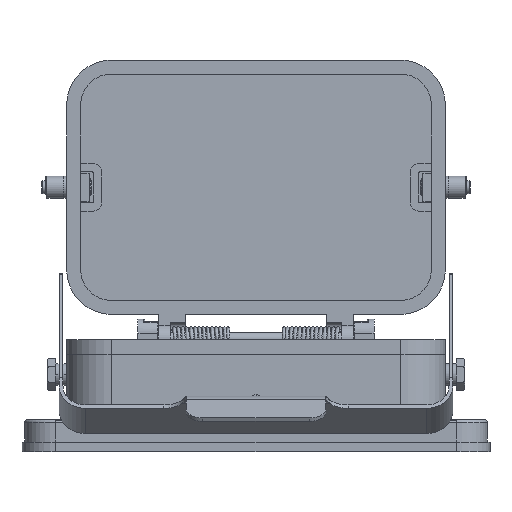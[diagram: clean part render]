
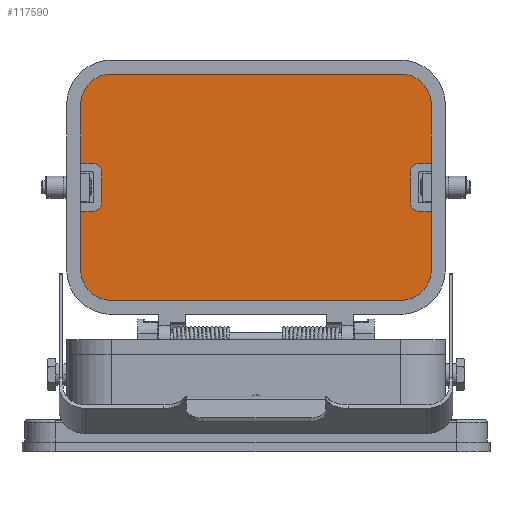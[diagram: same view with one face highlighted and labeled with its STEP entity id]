
A CAD part, front view. The second image highlights one B-rep face of the part: STEP entity #117590.
In plain terms, the highlighted planar face has unit normal (0, -1, 0).
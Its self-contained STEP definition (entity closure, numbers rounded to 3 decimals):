
#109100=CARTESIAN_POINT('',(-62.75,68.5,86.2));
#109110=VERTEX_POINT('',#109100);
#109140=CARTESIAN_POINT('',(-62.75,68.5,65.2));
#109150=DIRECTION('',(0.,0.,1.));
#109160=VECTOR('',#109150,21.);
#109170=LINE('',#109140,#109160);
#109180=CARTESIAN_POINT('',(-62.75,68.5,65.2));
#109190=VERTEX_POINT('',#109180);
#109200=EDGE_CURVE('',#109190,#109110,#109170,.T.);
#109420=CARTESIAN_POINT('',(-62.75,68.5,124.2));
#109430=VERTEX_POINT('',#109420);
#109460=CARTESIAN_POINT('',(-62.75,68.5,103.2));
#109470=DIRECTION('',(0.,0.,1.));
#109480=VECTOR('',#109470,21.);
#109490=LINE('',#109460,#109480);
#109500=CARTESIAN_POINT('',(-62.75,68.5,103.2));
#109510=VERTEX_POINT('',#109500);
#109520=EDGE_CURVE('',#109510,#109430,#109490,.T.);
#111870=CARTESIAN_POINT('',(62.75,68.5,103.2));
#111880=VERTEX_POINT('',#111870);
#111910=CARTESIAN_POINT('',(62.75,68.5,124.2));
#111920=DIRECTION('',(0.,0.,-1.));
#111930=VECTOR('',#111920,21.);
#111940=LINE('',#111910,#111930);
#111950=CARTESIAN_POINT('',(62.75,68.5,124.2));
#111960=VERTEX_POINT('',#111950);
#111970=EDGE_CURVE('',#111960,#111880,#111940,.T.);
#112190=CARTESIAN_POINT('',(62.75,68.5,65.2));
#112200=VERTEX_POINT('',#112190);
#112230=CARTESIAN_POINT('',(62.75,68.5,86.2));
#112240=DIRECTION('',(0.,0.,-1.));
#112250=VECTOR('',#112240,21.);
#112260=LINE('',#112230,#112250);
#112270=CARTESIAN_POINT('',(62.75,68.5,86.2));
#112280=VERTEX_POINT('',#112270);
#112290=EDGE_CURVE('',#112280,#112200,#112260,.T.);
#114300=CARTESIAN_POINT('',(-58.25,68.5,86.2));
#114310=VERTEX_POINT('',#114300);
#114340=CARTESIAN_POINT('',(-58.25,68.5,86.2));
#114350=DIRECTION('',(-1.,0.,0.));
#114360=VECTOR('',#114350,4.5);
#114370=LINE('',#114340,#114360);
#114380=EDGE_CURVE('',#114310,#109110,#114370,.T.);
#114690=CARTESIAN_POINT('',(-55.25,68.5,89.2));
#114700=VERTEX_POINT('',#114690);
#114730=CARTESIAN_POINT('',(-58.25,68.5,89.2));
#114740=DIRECTION('',(0.,1.,0.));
#114750=DIRECTION('',(0.,0.,-1.));
#114760=AXIS2_PLACEMENT_3D('',#114730,#114740,#114750);
#114770=CIRCLE('',#114760,3.);
#114780=EDGE_CURVE('',#114700,#114310,#114770,.T.);
#115080=CARTESIAN_POINT('',(-55.25,68.5,100.2));
#115090=VERTEX_POINT('',#115080);
#115120=CARTESIAN_POINT('',(-55.25,68.5,100.2));
#115130=DIRECTION('',(0.,0.,-1.));
#115140=VECTOR('',#115130,11.);
#115150=LINE('',#115120,#115140);
#115160=EDGE_CURVE('',#115090,#114700,#115150,.T.);
#115470=CARTESIAN_POINT('',(-58.25,68.5,103.2));
#115480=VERTEX_POINT('',#115470);
#115510=CARTESIAN_POINT('',(-58.25,68.5,100.2));
#115520=DIRECTION('',(0.,1.,0.));
#115530=DIRECTION('',(1.,0.,0.));
#115540=AXIS2_PLACEMENT_3D('',#115510,#115520,#115530);
#115550=CIRCLE('',#115540,3.);
#115560=EDGE_CURVE('',#115480,#115090,#115550,.T.);
#116100=CARTESIAN_POINT('',(-62.75,68.5,103.2));
#116110=DIRECTION('',(1.,0.,0.));
#116120=VECTOR('',#116110,4.5);
#116130=LINE('',#116100,#116120);
#116140=EDGE_CURVE('',#109510,#115480,#116130,.T.);
#116550=CARTESIAN_POINT('',(0.,68.5,94.7));
#116560=DIRECTION('',(0.,1.,0.));
#116570=DIRECTION('',(0.,0.,1.));
#116580=AXIS2_PLACEMENT_3D('',#116550,#116560,#116570);
#116590=PLANE('',#116580);
#116600=ORIENTED_EDGE('',*,*,#114780,.T.);
#116610=ORIENTED_EDGE('',*,*,#115160,.T.);
#116620=ORIENTED_EDGE('',*,*,#115560,.T.);
#116630=ORIENTED_EDGE('',*,*,#116140,.T.);
#116640=ORIENTED_EDGE('',*,*,#109520,.F.);
#116650=CARTESIAN_POINT('',(-51.75,68.5,124.2));
#116660=DIRECTION('',(0.,1.,0.));
#116670=DIRECTION('',(-1.,0.,0.));
#116680=AXIS2_PLACEMENT_3D('',#116650,#116660,#116670);
#116690=CIRCLE('',#116680,11.);
#116700=CARTESIAN_POINT('',(-51.75,68.5,135.2));
#116710=VERTEX_POINT('',#116700);
#116720=EDGE_CURVE('',#109430,#116710,#116690,.T.);
#116730=ORIENTED_EDGE('',*,*,#116720,.F.);
#116740=CARTESIAN_POINT('',(-51.75,68.5,135.2));
#116750=DIRECTION('',(1.,0.,0.));
#116760=VECTOR('',#116750,103.5);
#116770=LINE('',#116740,#116760);
#116780=CARTESIAN_POINT('',(51.75,68.5,135.2));
#116790=VERTEX_POINT('',#116780);
#116800=EDGE_CURVE('',#116710,#116790,#116770,.T.);
#116810=ORIENTED_EDGE('',*,*,#116800,.F.);
#116820=CARTESIAN_POINT('',(51.75,68.5,124.2));
#116830=DIRECTION('',(0.,1.,0.));
#116840=DIRECTION('',(0.,0.,1.));
#116850=AXIS2_PLACEMENT_3D('',#116820,#116830,#116840);
#116860=CIRCLE('',#116850,11.);
#116870=EDGE_CURVE('',#116790,#111960,#116860,.T.);
#116880=ORIENTED_EDGE('',*,*,#116870,.F.);
#116890=ORIENTED_EDGE('',*,*,#111970,.F.);
#116900=CARTESIAN_POINT('',(58.25,68.5,103.2));
#116910=DIRECTION('',(1.,0.,0.));
#116920=VECTOR('',#116910,4.5);
#116930=LINE('',#116900,#116920);
#116940=CARTESIAN_POINT('',(58.25,68.5,103.2));
#116950=VERTEX_POINT('',#116940);
#116960=EDGE_CURVE('',#116950,#111880,#116930,.T.);
#116970=ORIENTED_EDGE('',*,*,#116960,.T.);
#116980=CARTESIAN_POINT('',(58.25,68.5,100.2));
#116990=DIRECTION('',(0.,1.,0.));
#117000=DIRECTION('',(-1.,0.,0.));
#117010=AXIS2_PLACEMENT_3D('',#116980,#116990,#117000);
#117020=CIRCLE('',#117010,3.);
#117030=CARTESIAN_POINT('',(55.25,68.5,100.2));
#117040=VERTEX_POINT('',#117030);
#117050=EDGE_CURVE('',#117040,#116950,#117020,.T.);
#117060=ORIENTED_EDGE('',*,*,#117050,.T.);
#117070=CARTESIAN_POINT('',(55.25,68.5,89.2));
#117080=DIRECTION('',(0.,0.,1.));
#117090=VECTOR('',#117080,11.);
#117100=LINE('',#117070,#117090);
#117110=CARTESIAN_POINT('',(55.25,68.5,89.2));
#117120=VERTEX_POINT('',#117110);
#117130=EDGE_CURVE('',#117120,#117040,#117100,.T.);
#117140=ORIENTED_EDGE('',*,*,#117130,.T.);
#117150=CARTESIAN_POINT('',(58.25,68.5,89.2));
#117160=DIRECTION('',(0.,1.,0.));
#117170=DIRECTION('',(0.,0.,-1.));
#117180=AXIS2_PLACEMENT_3D('',#117150,#117160,#117170);
#117190=CIRCLE('',#117180,3.);
#117200=CARTESIAN_POINT('',(58.25,68.5,86.2));
#117210=VERTEX_POINT('',#117200);
#117220=EDGE_CURVE('',#117210,#117120,#117190,.T.);
#117230=ORIENTED_EDGE('',*,*,#117220,.T.);
#117240=CARTESIAN_POINT('',(62.75,68.5,86.2));
#117250=DIRECTION('',(-1.,0.,0.));
#117260=VECTOR('',#117250,4.5);
#117270=LINE('',#117240,#117260);
#117280=EDGE_CURVE('',#112280,#117210,#117270,.T.);
#117290=ORIENTED_EDGE('',*,*,#117280,.T.);
#117300=ORIENTED_EDGE('',*,*,#112290,.F.);
#117310=CARTESIAN_POINT('',(51.75,68.5,65.2));
#117320=DIRECTION('',(0.,1.,0.));
#117330=DIRECTION('',(1.,0.,0.));
#117340=AXIS2_PLACEMENT_3D('',#117310,#117320,#117330);
#117350=CIRCLE('',#117340,11.);
#117360=CARTESIAN_POINT('',(51.75,68.5,54.2));
#117370=VERTEX_POINT('',#117360);
#117380=EDGE_CURVE('',#112200,#117370,#117350,.T.);
#117390=ORIENTED_EDGE('',*,*,#117380,.F.);
#117400=CARTESIAN_POINT('',(51.75,68.5,54.2));
#117410=DIRECTION('',(-1.,0.,0.));
#117420=VECTOR('',#117410,103.5);
#117430=LINE('',#117400,#117420);
#117440=CARTESIAN_POINT('',(-51.75,68.5,54.2));
#117450=VERTEX_POINT('',#117440);
#117460=EDGE_CURVE('',#117370,#117450,#117430,.T.);
#117470=ORIENTED_EDGE('',*,*,#117460,.F.);
#117480=CARTESIAN_POINT('',(-51.75,68.5,65.2));
#117490=DIRECTION('',(0.,1.,0.));
#117500=DIRECTION('',(0.,0.,-1.));
#117510=AXIS2_PLACEMENT_3D('',#117480,#117490,#117500);
#117520=CIRCLE('',#117510,11.);
#117530=EDGE_CURVE('',#117450,#109190,#117520,.T.);
#117540=ORIENTED_EDGE('',*,*,#117530,.F.);
#117550=ORIENTED_EDGE('',*,*,#109200,.F.);
#117560=ORIENTED_EDGE('',*,*,#114380,.T.);
#117570=EDGE_LOOP('',(#117560,#117550,#117540,#117470,#117390,#117300,
#117290,#117230,#117140,#117060,#116970,#116890,#116880,#116810,#116730,
#116640,#116630,#116620,#116610,#116600));
#117580=FACE_OUTER_BOUND('',#117570,.T.);
#117590=ADVANCED_FACE('',(#117580),#116590,.F.);
